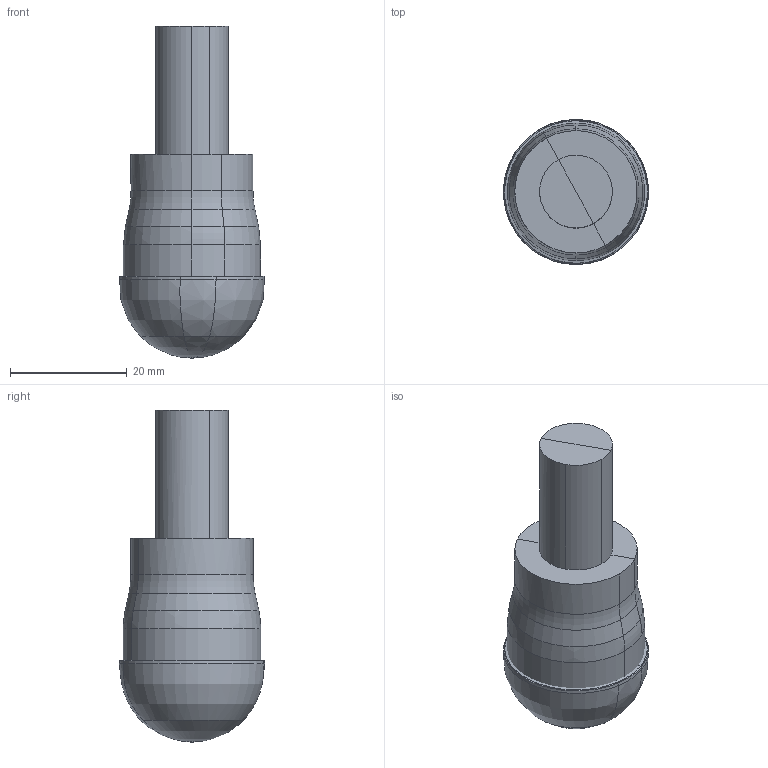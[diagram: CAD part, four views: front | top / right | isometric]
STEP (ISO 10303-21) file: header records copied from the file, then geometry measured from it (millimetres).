
FILE_DESCRIPTION((''),'2;1');
FILE_NAME('1TW7K025035X7R00','2015-12-05T',('thielmann'),(''),'PRO/ENGINEER BY PARAMETRIC TECHNOLOGY CORPORATION, 2011490','PRO/ENGINEER BY PARAMETRIC TECHNOLOGY CORPORATION, 2011490','');
FILE_SCHEMA(('AUTOMOTIVE_DESIGN { 1 2 10303 214 0 1 1 1 }'));
Length unit declared in the file: millimetre
Products named in the file (3): NO_CUT; CUT; 1TW7K025035X7R00
Assembly tree (2 placements, depth 2):
  1TW7K025035X7R00
    NO_CUT
    CUT
Bounding box: 24.86 x 24.93 x 57 mm (x, y, z)
Volume: 19732.9 mm3; surface area: 5386.9 mm2
Topology: 2 solids, 2 shells, 99 faces, 237 edges, 154 vertices
Faces by surface type: revolution 50, bspline 23, cylinder 14, plane 4, torus 4, cone 4
Entity records: 4352 total; most frequent: CARTESIAN_POINT 1425, ORIENTED_EDGE 428, DIRECTION 384, PRESENTATION_STYLE_ASSIGNMENT 239, STYLED_ITEM 239, CURVE_STYLE 237, EDGE_CURVE 214, AXIS2_PLACEMENT_3D 152
